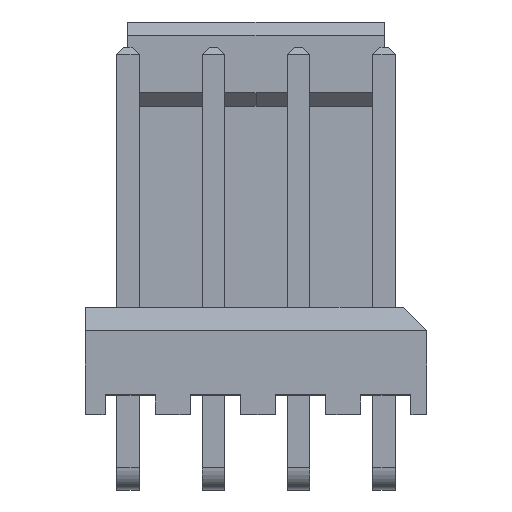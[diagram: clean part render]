
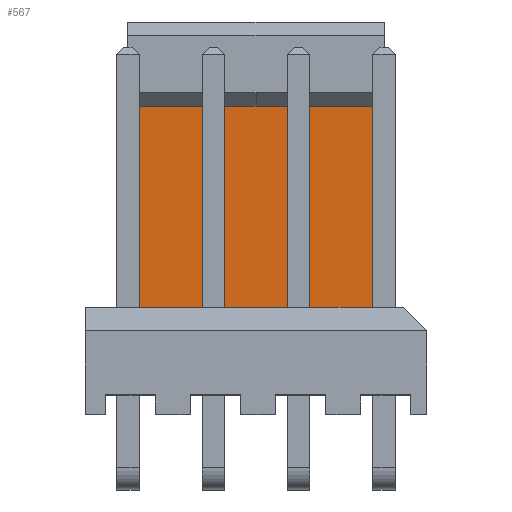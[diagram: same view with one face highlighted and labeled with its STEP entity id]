
A CAD part, top view. The second image highlights one B-rep face of the part: STEP entity #567.
In plain terms, the highlighted planar face has unit normal (0, 0, 1).
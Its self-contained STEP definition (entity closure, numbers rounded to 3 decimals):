
#56 = VERTEX_POINT('',#57);
#57 = CARTESIAN_POINT('',(3.81,11.09,1.04));
#157 = EDGE_CURVE('',#158,#56,#160,.T.);
#158 = VERTEX_POINT('',#159);
#159 = CARTESIAN_POINT('',(3.81,5.09,1.04));
#160 = LINE('',#161,#162);
#161 = CARTESIAN_POINT('',(3.81,5.09,1.04));
#162 = VECTOR('',#163,1.);
#163 = DIRECTION('',(0.,1.,0.));
#212 = VERTEX_POINT('',#213);
#213 = CARTESIAN_POINT('',(0.,11.09,1.04));
#228 = EDGE_CURVE('',#212,#56,#229,.T.);
#229 = LINE('',#230,#231);
#230 = CARTESIAN_POINT('',(0.,11.09,1.04));
#231 = VECTOR('',#232,1.);
#232 = DIRECTION('',(1.,0.,0.));
#260 = VERTEX_POINT('',#261);
#261 = CARTESIAN_POINT('',(-3.81,11.09,1.04));
#381 = EDGE_CURVE('',#158,#382,#384,.T.);
#382 = VERTEX_POINT('',#383);
#383 = CARTESIAN_POINT('',(-3.81,5.09,1.04));
#384 = LINE('',#385,#386);
#385 = CARTESIAN_POINT('',(3.81,5.09,1.04));
#386 = VECTOR('',#387,1.);
#387 = DIRECTION('',(-1.,0.,0.));
#567 = ADVANCED_FACE('',(#568),#585,.T.);
#568 = FACE_BOUND('',#569,.T.);
#569 = EDGE_LOOP('',(#570,#571,#572,#573,#579));
#570 = ORIENTED_EDGE('',*,*,#381,.F.);
#571 = ORIENTED_EDGE('',*,*,#157,.T.);
#572 = ORIENTED_EDGE('',*,*,#228,.F.);
#573 = ORIENTED_EDGE('',*,*,#574,.F.);
#574 = EDGE_CURVE('',#260,#212,#575,.T.);
#575 = LINE('',#576,#577);
#576 = CARTESIAN_POINT('',(-3.81,11.09,1.04));
#577 = VECTOR('',#578,1.);
#578 = DIRECTION('',(1.,0.,0.));
#579 = ORIENTED_EDGE('',*,*,#580,.F.);
#580 = EDGE_CURVE('',#382,#260,#581,.T.);
#581 = LINE('',#582,#583);
#582 = CARTESIAN_POINT('',(-3.81,5.09,1.04));
#583 = VECTOR('',#584,1.);
#584 = DIRECTION('',(0.,1.,0.));
#585 = PLANE('',#586);
#586 = AXIS2_PLACEMENT_3D('',#587,#588,#589);
#587 = CARTESIAN_POINT('',(3.81,5.09,1.04));
#588 = DIRECTION('',(0.,0.,1.));
#589 = DIRECTION('',(-1.,0.,0.));
